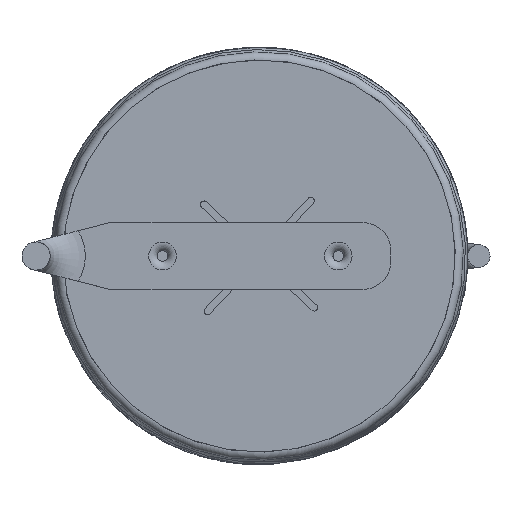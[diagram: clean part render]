
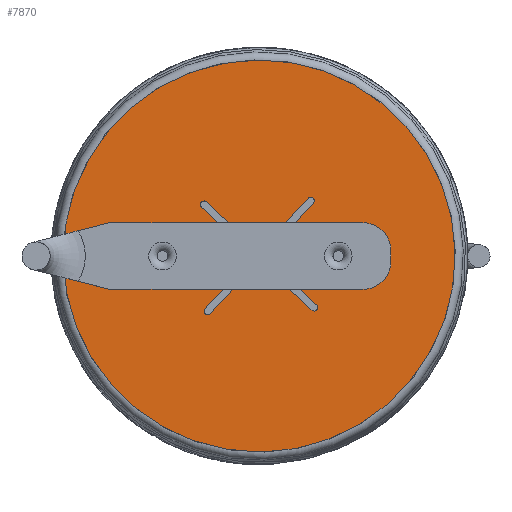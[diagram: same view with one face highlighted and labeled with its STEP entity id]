
A CAD part, front view. The second image highlights one B-rep face of the part: STEP entity #7870.
In plain terms, the highlighted planar face has unit normal (0, -1, 0).
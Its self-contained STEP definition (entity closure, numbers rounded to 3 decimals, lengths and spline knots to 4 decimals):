
#1213=LINE('',#10772,#1644);
#1215=LINE('',#10778,#1646);
#1219=LINE('',#10787,#1650);
#1225=LINE('',#10802,#1656);
#1226=LINE('',#10808,#1657);
#1233=LINE('',#10824,#1664);
#1236=LINE('',#10832,#1667);
#1237=LINE('',#10836,#1668);
#1644=VECTOR('',#9031,2.05);
#1646=VECTOR('',#9035,2.05);
#1650=VECTOR('',#9041,2.05);
#1656=VECTOR('',#9055,2.05);
#1657=VECTOR('',#9064,2.05);
#1664=VECTOR('',#9079,2.05);
#1667=VECTOR('',#9088,2.05);
#1668=VECTOR('',#9095,2.05);
#2068=PLANE('',#8395);
#2241=FACE_BOUND('',#2846,.T.);
#2362=FACE_OUTER_BOUND('',#2845,.T.);
#2845=EDGE_LOOP('',(#5719));
#2846=EDGE_LOOP('',(#5720,#5721,#5722,#5723,#5724,#5725,#5726,#5727,#5728,
#5729,#5730,#5731));
#3337=CIRCLE('',#8364,0.1);
#3339=CIRCLE('',#8368,0.1);
#3342=CIRCLE('',#8375,0.1);
#3343=CIRCLE('',#8378,0.1);
#3351=CIRCLE('',#8394,5.58);
#3581=VERTEX_POINT('',#10765);
#3584=VERTEX_POINT('',#10770);
#3586=VERTEX_POINT('',#10775);
#3587=VERTEX_POINT('',#10777);
#3590=VERTEX_POINT('',#10784);
#3591=VERTEX_POINT('',#10786);
#3594=VERTEX_POINT('',#10794);
#3595=VERTEX_POINT('',#10798);
#3597=VERTEX_POINT('',#10807);
#3602=VERTEX_POINT('',#10822);
#3603=VERTEX_POINT('',#10826);
#3604=VERTEX_POINT('',#10828);
#3612=VERTEX_POINT('',#10858);
#4389=EDGE_CURVE('',#3581,#3584,#1213,.T.);
#4391=EDGE_CURVE('',#3587,#3586,#1215,.T.);
#4395=EDGE_CURVE('',#3591,#3590,#1219,.T.);
#4399=EDGE_CURVE('',#3594,#3587,#3337,.T.);
#4403=EDGE_CURVE('',#3595,#3594,#1225,.T.);
#4405=EDGE_CURVE('',#3584,#3591,#3339,.T.);
#4406=EDGE_CURVE('',#3597,#3595,#1226,.T.);
#4415=EDGE_CURVE('',#3590,#3602,#1233,.T.);
#4417=EDGE_CURVE('',#3604,#3603,#3342,.T.);
#4419=EDGE_CURVE('',#3586,#3604,#1236,.T.);
#4420=EDGE_CURVE('',#3602,#3597,#3343,.T.);
#4421=EDGE_CURVE('',#3603,#3581,#1237,.T.);
#4429=EDGE_CURVE('',#3612,#3612,#3351,.T.);
#5719=ORIENTED_EDGE('',*,*,#4429,.T.);
#5720=ORIENTED_EDGE('',*,*,#4417,.T.);
#5721=ORIENTED_EDGE('',*,*,#4421,.T.);
#5722=ORIENTED_EDGE('',*,*,#4389,.T.);
#5723=ORIENTED_EDGE('',*,*,#4405,.T.);
#5724=ORIENTED_EDGE('',*,*,#4395,.T.);
#5725=ORIENTED_EDGE('',*,*,#4415,.T.);
#5726=ORIENTED_EDGE('',*,*,#4420,.T.);
#5727=ORIENTED_EDGE('',*,*,#4406,.T.);
#5728=ORIENTED_EDGE('',*,*,#4403,.T.);
#5729=ORIENTED_EDGE('',*,*,#4399,.T.);
#5730=ORIENTED_EDGE('',*,*,#4391,.T.);
#5731=ORIENTED_EDGE('',*,*,#4419,.T.);
#7870=ADVANCED_FACE('',(#2362,#2241),#2068,.T.);
#8364=AXIS2_PLACEMENT_3D('',#10795,#9048,#9049);
#8368=AXIS2_PLACEMENT_3D('',#10805,#9060,#9061);
#8375=AXIS2_PLACEMENT_3D('',#10829,#9083,#9084);
#8378=AXIS2_PLACEMENT_3D('',#10834,#9091,#9092);
#8394=AXIS2_PLACEMENT_3D('',#10859,#9124,#9125);
#8395=AXIS2_PLACEMENT_3D('',#10860,#9126,#9127);
#9031=DIRECTION('',(-0.682,0.,-0.731));
#9035=DIRECTION('',(-0.682,0.,-0.731));
#9041=DIRECTION('',(0.682,0.,0.731));
#9048=DIRECTION('center_axis',(0.,1.,0.));
#9049=DIRECTION('ref_axis',(0.682,0.,0.731));
#9055=DIRECTION('',(0.682,0.,0.731));
#9060=DIRECTION('center_axis',(0.,1.,0.));
#9061=DIRECTION('ref_axis',(-0.682,0.,-0.731));
#9064=DIRECTION('',(0.731,0.,-0.682));
#9079=DIRECTION('',(-0.731,0.,0.682));
#9083=DIRECTION('center_axis',(0.,1.,0.));
#9084=DIRECTION('ref_axis',(0.731,0.,-0.682));
#9088=DIRECTION('',(0.731,0.,-0.682));
#9091=DIRECTION('center_axis',(0.,1.,0.));
#9092=DIRECTION('ref_axis',(-0.731,0.,0.682));
#9095=DIRECTION('',(-0.731,0.,0.682));
#9124=DIRECTION('center_axis',(0.,-1.,0.));
#9125=DIRECTION('ref_axis',(1.,0.,0.));
#9126=DIRECTION('center_axis',(0.,-1.,0.));
#9127=DIRECTION('ref_axis',(0.,0.,-1.));
#10765=CARTESIAN_POINT('',(0.0049,-2.25,-0.1413));
#10770=CARTESIAN_POINT('',(-1.3932,-2.25,-1.6406));
#10772=CARTESIAN_POINT('',(-0.0112,-2.25,-0.1586));
#10775=CARTESIAN_POINT('',(0.1413,-2.25,0.0049));
#10777=CARTESIAN_POINT('',(1.5394,-2.25,1.5042));
#10778=CARTESIAN_POINT('',(-0.0112,-2.25,-0.1586));
#10784=CARTESIAN_POINT('',(-0.1413,-2.25,-0.0049));
#10786=CARTESIAN_POINT('',(-1.5394,-2.25,-1.5042));
#10787=CARTESIAN_POINT('',(1.3089,-2.25,1.5502));
#10794=CARTESIAN_POINT('',(1.3932,-2.25,1.6406));
#10795=CARTESIAN_POINT('Origin',(1.4663,-2.25,1.5724));
#10798=CARTESIAN_POINT('',(-0.0049,-2.25,0.1413));
#10802=CARTESIAN_POINT('',(1.3089,-2.25,1.5502));
#10805=CARTESIAN_POINT('Origin',(-1.4663,-2.25,-1.5724));
#10807=CARTESIAN_POINT('',(-1.5042,-2.25,1.5394));
#10808=CARTESIAN_POINT('',(1.6006,-2.25,-1.3558));
#10822=CARTESIAN_POINT('',(-1.6406,-2.25,1.3932));
#10824=CARTESIAN_POINT('',(-0.1082,-2.25,-0.0358));
#10826=CARTESIAN_POINT('',(1.5042,-2.25,-1.5394));
#10828=CARTESIAN_POINT('',(1.6406,-2.25,-1.3932));
#10829=CARTESIAN_POINT('Origin',(1.5724,-2.25,-1.4663));
#10832=CARTESIAN_POINT('',(1.6006,-2.25,-1.3558));
#10834=CARTESIAN_POINT('Origin',(-1.5724,-2.25,1.4663));
#10836=CARTESIAN_POINT('',(-0.1082,-2.25,-0.0358));
#10858=CARTESIAN_POINT('',(5.58,-2.25,0.));
#10859=CARTESIAN_POINT('Origin',(0.,-2.25,0.));
#10860=CARTESIAN_POINT('Origin',(2.79,-2.25,0.));
